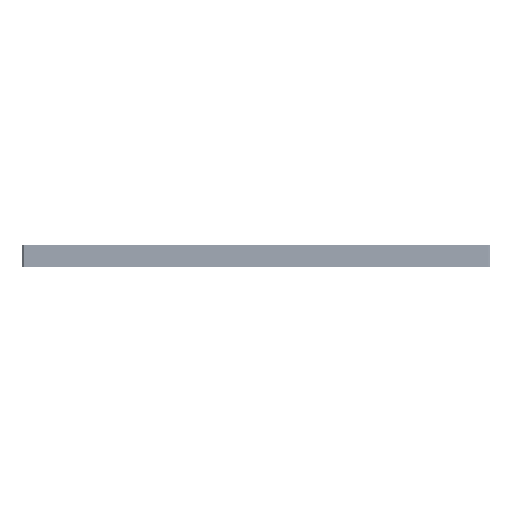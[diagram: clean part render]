
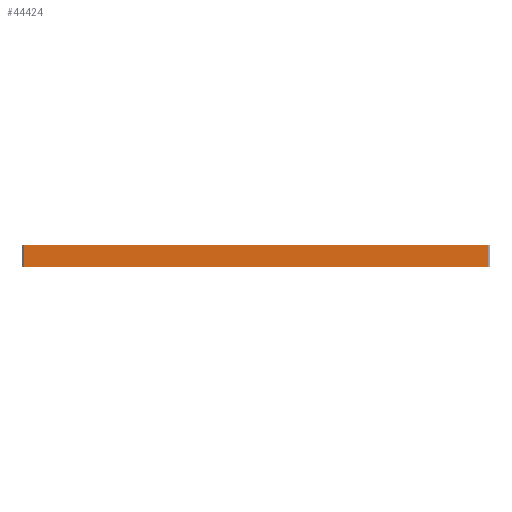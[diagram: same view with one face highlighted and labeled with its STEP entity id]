
A CAD part, left-side view. The second image highlights one B-rep face of the part: STEP entity #44424.
In plain terms, the highlighted planar face has unit normal (-1, 0, 0).
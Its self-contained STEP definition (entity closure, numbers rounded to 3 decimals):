
#3185=PLANE('',#49213);
#4252=FACE_OUTER_BOUND('',#9093,.T.);
#9093=EDGE_LOOP('',(#32984,#32985,#32986,#32987));
#12853=LINE('',#69214,#14796);
#12859=LINE('',#71195,#14802);
#12906=LINE('',#76002,#14849);
#12907=LINE('',#76004,#14850);
#14796=VECTOR('',#53960,0.394);
#14802=VECTOR('',#55862,0.394);
#14849=VECTOR('',#57905,0.394);
#14850=VECTOR('',#57908,0.394);
#20544=VERTEX_POINT('',#69211);
#20545=VERTEX_POINT('',#69213);
#21501=VERTEX_POINT('',#71192);
#21502=VERTEX_POINT('',#71194);
#24526=EDGE_CURVE('',#20545,#20544,#12853,.T.);
#25484=EDGE_CURVE('',#21501,#21502,#12859,.T.);
#26720=EDGE_CURVE('',#20545,#21501,#12906,.T.);
#26721=EDGE_CURVE('',#20544,#21502,#12907,.T.);
#32984=ORIENTED_EDGE('',*,*,#26720,.F.);
#32985=ORIENTED_EDGE('',*,*,#24526,.T.);
#32986=ORIENTED_EDGE('',*,*,#26721,.T.);
#32987=ORIENTED_EDGE('',*,*,#25484,.F.);
#44424=ADVANCED_FACE('',(#4252),#3185,.T.);
#49213=AXIS2_PLACEMENT_3D('',#76003,#57906,#57907);
#53960=DIRECTION('',(0.,0.,-1.));
#55862=DIRECTION('',(0.,0.,-1.));
#57905=DIRECTION('',(0.,-1.,0.));
#57906=DIRECTION('center_axis',(-1.,0.,0.));
#57907=DIRECTION('ref_axis',(0.,0.,1.));
#57908=DIRECTION('',(0.,-1.,0.));
#69211=CARTESIAN_POINT('',(-20.,0.8,-9.917));
#69213=CARTESIAN_POINT('',(-20.,0.8,9.917));
#69214=CARTESIAN_POINT('',(-20.,0.8,-10.));
#71192=CARTESIAN_POINT('',(-20.,-0.15,9.917));
#71194=CARTESIAN_POINT('',(-20.,-0.15,-9.917));
#71195=CARTESIAN_POINT('',(-20.,-0.15,-10.));
#76002=CARTESIAN_POINT('',(-20.,0.,9.917));
#76003=CARTESIAN_POINT('Origin',(-20.,0.,-10.));
#76004=CARTESIAN_POINT('',(-20.,0.,-9.917));
